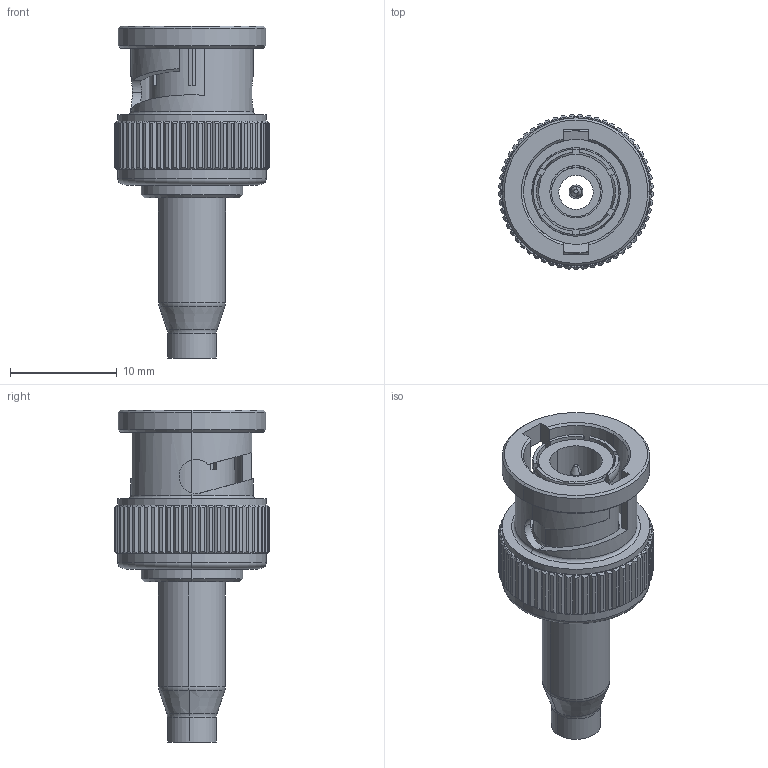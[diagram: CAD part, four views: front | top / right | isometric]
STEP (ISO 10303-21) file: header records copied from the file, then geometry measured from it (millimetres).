
FILE_DESCRIPTION (( 'STEP AP214' ), '1' );
FILE_NAME ('10-006-A3-AA.STEP', '2024-05-23T11:38:53', ( '' ), ( '' ), 'SwSTEP 2.0', 'SolidWorks 2023', '' );
FILE_SCHEMA (( 'AUTOMOTIVE_DESIGN' ));
Length unit declared in the file: millimetre
Products named in the file (1): 10-006-A3-AA
Bounding box: 14.5 x 14.5 x 31.1 mm (x, y, z)
Surface area: 2419.8 mm2 (no closed solid volume)
Topology: 0 solids, 8 shells, 409 faces, 1180 edges, 778 vertices
Faces by surface type: plane 155, cone 146, cylinder 93, torus 15
Entity records: 13869 total; most frequent: CARTESIAN_POINT 3372, ORIENTED_EDGE 2311, DIRECTION 2079, EDGE_CURVE 1180, AXIS2_PLACEMENT_3D 779, VERTEX_POINT 778, VECTOR 521, LINE 521
